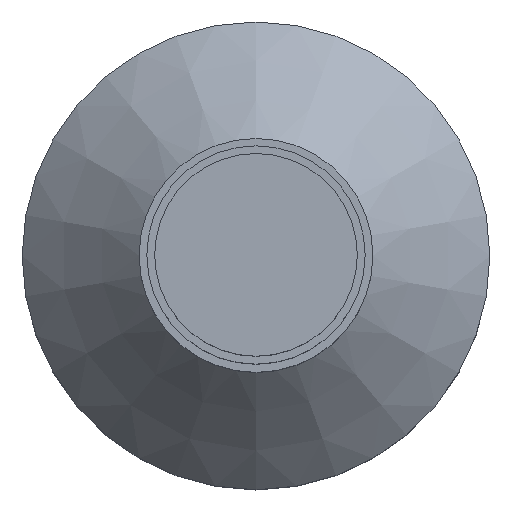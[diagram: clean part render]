
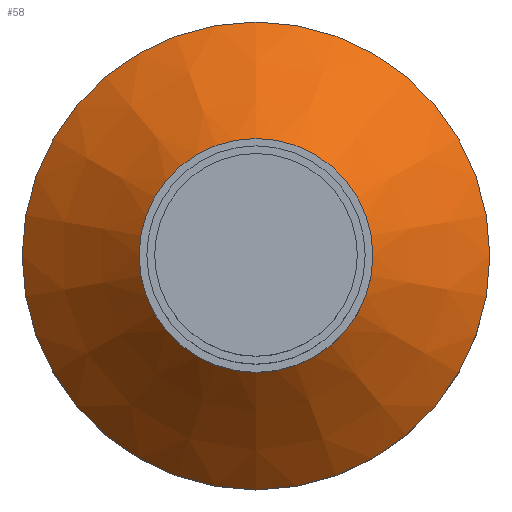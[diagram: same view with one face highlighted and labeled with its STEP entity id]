
A CAD part, top view. The second image highlights one B-rep face of the part: STEP entity #58.
In plain terms, the highlighted conical face has half-angle 45 degrees and reference radius 7.5 mm.
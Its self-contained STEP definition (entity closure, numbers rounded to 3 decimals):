
#45=CONICAL_SURFACE('',#232,7.5,45.);
#58=ADVANCED_FACE('',(#85,#86),#45,.T.);
#85=FACE_BOUND('',#116,.T.);
#86=FACE_BOUND('',#117,.T.);
#116=EDGE_LOOP('',(#148));
#117=EDGE_LOOP('',(#149));
#148=ORIENTED_EDGE('',*,*,#194,.F.);
#149=ORIENTED_EDGE('',*,*,#195,.T.);
#177=VERTEX_POINT('',#335);
#178=VERTEX_POINT('',#338);
#194=EDGE_CURVE('',#177,#177,#210,.T.);
#195=EDGE_CURVE('',#178,#178,#211,.T.);
#210=CIRCLE('',#229,7.5);
#211=CIRCLE('',#231,15.);
#229=AXIS2_PLACEMENT_3D('',#334,#269,#270);
#231=AXIS2_PLACEMENT_3D('',#337,#273,#274);
#232=AXIS2_PLACEMENT_3D('',#339,#275,#276);
#269=DIRECTION('',(0.,0.,1.));
#270=DIRECTION('',(0.,1.,0.));
#273=DIRECTION('',(0.,0.,1.));
#274=DIRECTION('',(0.,1.,0.));
#275=DIRECTION('',(0.,0.,-1.));
#276=DIRECTION('',(0.,-1.,0.));
#334=CARTESIAN_POINT('',(0.,0.,17.5));
#335=CARTESIAN_POINT('',(0.,7.5,17.5));
#337=CARTESIAN_POINT('',(0.,0.,10.));
#338=CARTESIAN_POINT('',(0.,15.,10.));
#339=CARTESIAN_POINT('',(0.,0.,17.5));
